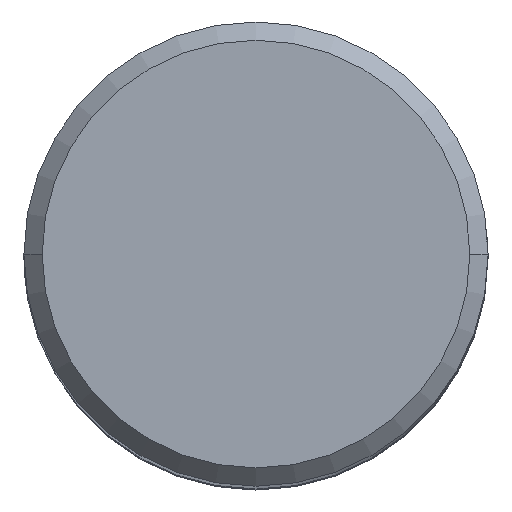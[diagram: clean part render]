
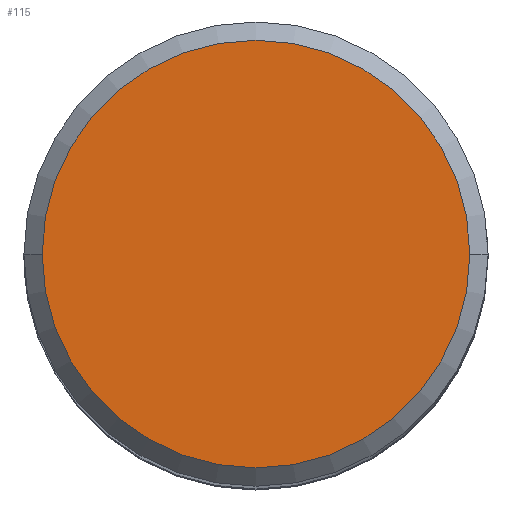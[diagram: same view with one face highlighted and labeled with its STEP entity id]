
A CAD part, top view. The second image highlights one B-rep face of the part: STEP entity #115.
In plain terms, the highlighted planar face has unit normal (0, 0, 1).
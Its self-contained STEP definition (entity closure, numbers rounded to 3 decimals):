
#32=PLANE('',#931);
#115=ADVANCED_FACE('',(#179),#32,.F.);
#179=FACE_OUTER_BOUND('',#227,.T.);
#227=EDGE_LOOP('',(#399,#400,#401,#402));
#399=ORIENTED_EDGE('',*,*,#597,.F.);
#400=ORIENTED_EDGE('',*,*,#598,.F.);
#401=ORIENTED_EDGE('',*,*,#596,.F.);
#402=ORIENTED_EDGE('',*,*,#595,.F.);
#497=VERTEX_POINT('',#2404);
#498=VERTEX_POINT('',#2406);
#499=VERTEX_POINT('',#2408);
#500=VERTEX_POINT('',#2412);
#595=EDGE_CURVE('',#498,#499,#705,.T.);
#596=EDGE_CURVE('',#499,#497,#706,.T.);
#597=EDGE_CURVE('',#500,#498,#707,.T.);
#598=EDGE_CURVE('',#497,#500,#708,.T.);
#705=CIRCLE('',#926,11.7);
#706=CIRCLE('',#927,11.7);
#707=CIRCLE('',#929,11.7);
#708=CIRCLE('',#930,11.7);
#926=AXIS2_PLACEMENT_3D('',#2407,#1128,#1129);
#927=AXIS2_PLACEMENT_3D('',#2409,#1130,#1131);
#929=AXIS2_PLACEMENT_3D('',#2411,#1134,#1135);
#930=AXIS2_PLACEMENT_3D('',#2413,#1136,#1137);
#931=AXIS2_PLACEMENT_3D('',#2414,#1138,#1139);
#1128=DIRECTION('',(0.,0.,-1.));
#1129=DIRECTION('',(1.,0.,0.));
#1130=DIRECTION('',(0.,0.,-1.));
#1131=DIRECTION('',(0.,-1.,0.));
#1134=DIRECTION('',(0.,0.,-1.));
#1135=DIRECTION('',(0.,1.,0.));
#1136=DIRECTION('',(0.,0.,-1.));
#1137=DIRECTION('',(-1.,0.,0.));
#1138=DIRECTION('',(0.,0.,-1.));
#1139=DIRECTION('',(1.,0.,0.));
#2404=CARTESIAN_POINT('',(-11.7,0.,43.656));
#2406=CARTESIAN_POINT('',(11.7,0.,43.656));
#2407=CARTESIAN_POINT('',(0.,0.,43.656));
#2408=CARTESIAN_POINT('',(0.,-11.7,43.656));
#2409=CARTESIAN_POINT('',(0.,0.,43.656));
#2411=CARTESIAN_POINT('',(0.,0.,43.656));
#2412=CARTESIAN_POINT('',(0.,11.7,43.656));
#2413=CARTESIAN_POINT('',(0.,0.,43.656));
#2414=CARTESIAN_POINT('',(0.,0.,43.656));
